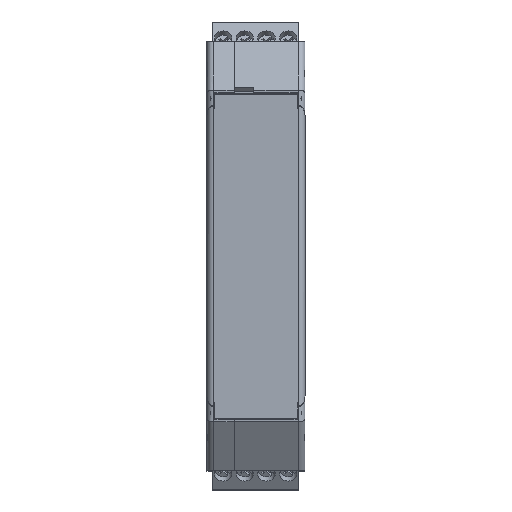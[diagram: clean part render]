
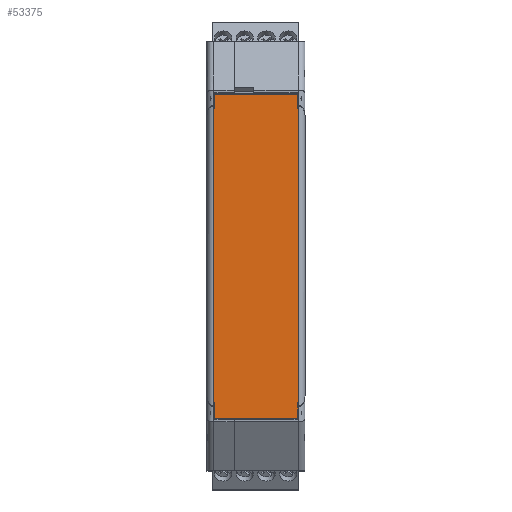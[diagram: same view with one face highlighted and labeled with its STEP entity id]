
A CAD part, top view. The second image highlights one B-rep face of the part: STEP entity #53375.
In plain terms, the highlighted face is planar.
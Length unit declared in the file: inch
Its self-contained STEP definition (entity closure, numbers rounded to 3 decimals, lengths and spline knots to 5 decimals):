
#148 = VERTEX_POINT ( 'NONE', #73668 ) ;
#215 = EDGE_CURVE ( 'NONE', #61898, #2176, #20713, .T. ) ;
#758 = DIRECTION ( 'NONE',  ( -1., 0., 0. ) ) ;
#1498 = VERTEX_POINT ( 'NONE', #44352 ) ;
#2176 = VERTEX_POINT ( 'NONE', #54123 ) ;
#3496 = EDGE_CURVE ( 'NONE', #13914, #53041, #36266, .T. ) ;
#4299 = VERTEX_POINT ( 'NONE', #45015 ) ;
#4985 = VECTOR ( 'NONE', #15506, 39.37008 ) ;
#5338 = DIRECTION ( 'NONE',  ( 0., 0., -1. ) ) ;
#5476 = CARTESIAN_POINT ( 'NONE',  ( -0.82461, -0.47244, -4.19392 ) ) ;
#6748 = DIRECTION ( 'NONE',  ( 0., 1., 0. ) ) ;
#7108 = LINE ( 'NONE', #44200, #10739 ) ;
#10739 = VECTOR ( 'NONE', #68792, 39.37008 ) ;
#13628 = EDGE_CURVE ( 'NONE', #4299, #1498, #24215, .T. ) ;
#13914 = VERTEX_POINT ( 'NONE', #62035 ) ;
#15506 = DIRECTION ( 'NONE',  ( -1., 0., 0. ) ) ;
#16573 = LINE ( 'NONE', #22204, #20164 ) ;
#17356 = CARTESIAN_POINT ( 'NONE',  ( -0.83051, -3.41339, -4.19392 ) ) ;
#18708 = EDGE_CURVE ( 'NONE', #35721, #53041, #16573, .T. ) ;
#19765 = ORIENTED_EDGE ( 'NONE', *, *, #3496, .F. ) ;
#20164 = VECTOR ( 'NONE', #41562, 39.37008 ) ;
#20185 = DIRECTION ( 'NONE',  ( 1., 0., 0. ) ) ;
#20713 = LINE ( 'NONE', #45744, #62990 ) ;
#22103 = VERTEX_POINT ( 'NONE', #62279 ) ;
#22204 = CARTESIAN_POINT ( 'NONE',  ( -0.11903, -3.41339, -4.19392 ) ) ;
#22743 = CARTESIAN_POINT ( 'NONE',  ( -0.11903, -3.31102, -4.19392 ) ) ;
#24215 = LINE ( 'NONE', #17356, #64018 ) ;
#24855 = CARTESIAN_POINT ( 'NONE',  ( -0.05886, -3.41339, -4.19392 ) ) ;
#25372 = VERTEX_POINT ( 'NONE', #25462 ) ;
#25462 = CARTESIAN_POINT ( 'NONE',  ( -0.05886, -0.58661, -4.19392 ) ) ;
#26028 = ORIENTED_EDGE ( 'NONE', *, *, #32872, .T. ) ;
#26692 = ORIENTED_EDGE ( 'NONE', *, *, #30416, .T. ) ;
#29928 = DIRECTION ( 'NONE',  ( 0., 1., 0. ) ) ;
#30416 = EDGE_CURVE ( 'NONE', #22103, #148, #62077, .T. ) ;
#30887 = CARTESIAN_POINT ( 'NONE',  ( -0.06476, -0.47244, -4.19392 ) ) ;
#31383 = CARTESIAN_POINT ( 'NONE',  ( -0.11903, -3.31102, -4.19392 ) ) ;
#32872 = EDGE_CURVE ( 'NONE', #1498, #2176, #75652, .T. ) ;
#33091 = CARTESIAN_POINT ( 'NONE',  ( -0.02894, -0.47244, -4.19392 ) ) ;
#33214 = VECTOR ( 'NONE', #41802, 39.37008 ) ;
#35108 = DIRECTION ( 'NONE',  ( 0., 1., 0. ) ) ;
#35721 = VERTEX_POINT ( 'NONE', #54677 ) ;
#36266 = LINE ( 'NONE', #73423, #72612 ) ;
#36558 = ORIENTED_EDGE ( 'NONE', *, *, #64182, .T. ) ;
#37519 = LINE ( 'NONE', #43153, #39765 ) ;
#38143 = VERTEX_POINT ( 'NONE', #30887 ) ;
#39765 = VECTOR ( 'NONE', #41956, 39.37008 ) ;
#41249 = VECTOR ( 'NONE', #6748, 39.37008 ) ;
#41562 = DIRECTION ( 'NONE',  ( -1., 0., 0. ) ) ;
#41802 = DIRECTION ( 'NONE',  ( 0., -1., 0. ) ) ;
#41956 = DIRECTION ( 'NONE',  ( 0., 1., 0. ) ) ;
#42911 = EDGE_CURVE ( 'NONE', #73134, #25372, #7108, .T. ) ;
#43124 = EDGE_CURVE ( 'NONE', #61898, #38143, #45633, .T. ) ;
#43153 = CARTESIAN_POINT ( 'NONE',  ( -0.06476, -3.14961, -4.19392 ) ) ;
#44200 = CARTESIAN_POINT ( 'NONE',  ( -0.11903, -0.58661, -4.19392 ) ) ;
#44352 = CARTESIAN_POINT ( 'NONE',  ( -0.83051, -0.58661, -4.19392 ) ) ;
#45015 = CARTESIAN_POINT ( 'NONE',  ( -0.83051, -3.31102, -4.19392 ) ) ;
#45633 = LINE ( 'NONE', #33091, #75271 ) ;
#45744 = CARTESIAN_POINT ( 'NONE',  ( -0.82461, -0.533, -4.19392 ) ) ;
#46910 = EDGE_CURVE ( 'NONE', #13914, #4299, #65916, .T. ) ;
#48706 = CARTESIAN_POINT ( 'NONE',  ( -0.82461, -3.41339, -4.19392 ) ) ;
#49077 = ORIENTED_EDGE ( 'NONE', *, *, #13628, .T. ) ;
#49192 = ORIENTED_EDGE ( 'NONE', *, *, #43124, .T. ) ;
#49298 = CARTESIAN_POINT ( 'NONE',  ( -0.11903, -3.41339, -4.19392 ) ) ;
#49904 = ORIENTED_EDGE ( 'NONE', *, *, #77962, .F. ) ;
#51827 = DIRECTION ( 'NONE',  ( 1., 0., 0. ) ) ;
#53041 = VERTEX_POINT ( 'NONE', #48706 ) ;
#53375 = ADVANCED_FACE ( 'NONE', ( #68216 ), #54972, .T. ) ;
#54123 = CARTESIAN_POINT ( 'NONE',  ( -0.82461, -0.58661, -4.19392 ) ) ;
#54677 = CARTESIAN_POINT ( 'NONE',  ( -0.06476, -3.41339, -4.19392 ) ) ;
#54972 = PLANE ( 'NONE',  #70361 ) ;
#55213 = EDGE_CURVE ( 'NONE', #35721, #148, #37519, .T. ) ;
#55709 = ORIENTED_EDGE ( 'NONE', *, *, #55213, .F. ) ;
#57944 = VECTOR ( 'NONE', #758, 39.37008 ) ;
#58247 = CARTESIAN_POINT ( 'NONE',  ( -0.11903, -0.58661, -4.19392 ) ) ;
#61898 = VERTEX_POINT ( 'NONE', #5476 ) ;
#62035 = CARTESIAN_POINT ( 'NONE',  ( -0.82461, -3.31102, -4.19392 ) ) ;
#62077 = LINE ( 'NONE', #31383, #57944 ) ;
#62279 = CARTESIAN_POINT ( 'NONE',  ( -0.05886, -3.31102, -4.19392 ) ) ;
#62805 = CARTESIAN_POINT ( 'NONE',  ( -0.06476, -0.56438, -4.19392 ) ) ;
#62990 = VECTOR ( 'NONE', #70341, 39.37008 ) ;
#63264 = ORIENTED_EDGE ( 'NONE', *, *, #215, .F. ) ;
#64018 = VECTOR ( 'NONE', #35108, 39.37008 ) ;
#64182 = EDGE_CURVE ( 'NONE', #25372, #22103, #68010, .T. ) ;
#65916 = LINE ( 'NONE', #22743, #4985 ) ;
#66331 = ORIENTED_EDGE ( 'NONE', *, *, #42911, .T. ) ;
#67399 = EDGE_LOOP ( 'NONE', ( #26028, #63264, #49192, #49904, #66331, #36558, #26692, #55709, #71259, #19765, #74978, #49077 ) ) ;
#68010 = LINE ( 'NONE', #24855, #33214 ) ;
#68216 = FACE_OUTER_BOUND ( 'NONE', #67399, .T. ) ;
#68792 = DIRECTION ( 'NONE',  ( 1., 0., 0. ) ) ;
#70341 = DIRECTION ( 'NONE',  ( 0., -1., 0. ) ) ;
#70361 = AXIS2_PLACEMENT_3D ( 'NONE', #49298, #5338, #29928 ) ;
#71259 = ORIENTED_EDGE ( 'NONE', *, *, #18708, .T. ) ;
#72612 = VECTOR ( 'NONE', #73016, 39.37008 ) ;
#73016 = DIRECTION ( 'NONE',  ( 0., -1., 0. ) ) ;
#73058 = CARTESIAN_POINT ( 'NONE',  ( -0.06476, -0.58661, -4.19392 ) ) ;
#73134 = VERTEX_POINT ( 'NONE', #73058 ) ;
#73423 = CARTESIAN_POINT ( 'NONE',  ( -0.82461, -3.23373, -4.19392 ) ) ;
#73668 = CARTESIAN_POINT ( 'NONE',  ( -0.06476, -3.31102, -4.19392 ) ) ;
#74978 = ORIENTED_EDGE ( 'NONE', *, *, #46910, .T. ) ;
#75271 = VECTOR ( 'NONE', #20185, 39.37008 ) ;
#75652 = LINE ( 'NONE', #58247, #76383 ) ;
#76383 = VECTOR ( 'NONE', #51827, 39.37008 ) ;
#77962 = EDGE_CURVE ( 'NONE', #73134, #38143, #79773, .T. ) ;
#79773 = LINE ( 'NONE', #62805, #41249 ) ;
